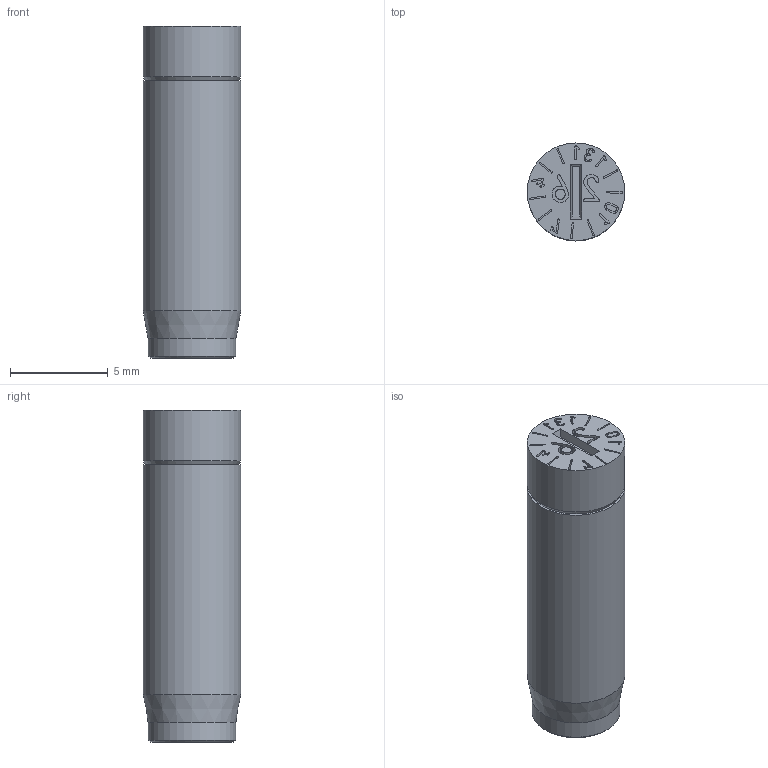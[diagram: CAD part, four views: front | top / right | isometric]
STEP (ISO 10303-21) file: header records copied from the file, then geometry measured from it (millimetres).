
FILE_DESCRIPTION(/* description */ (''),/* implementation_level */ '2;1');
FILE_NAME(/* name */ 'Dati-3000_W$5$1-13$Jahr.stp',/* time_stamp */ '2025-08-28T15:49:07+02:00',/* author */ ('olafg'),/* organization */ (''),/* preprocessor_version */ 'ST-DEVELOPER v20',/* originating_system */ 'Autodesk Inventor 2024',/* authorisation */ '');
FILE_SCHEMA (('AUTOMOTIVE_DESIGN { 1 0 10303 214 3 1 1 }'));
Length unit declared in the file: millimetre
Products named in the file (3): Zusammenbau W 3005 1-13; 1005-01-00 Hülse; 3005-05-00 T Stelleinsatz 12-21
Assembly tree (2 placements, depth 2):
  Zusammenbau W 3005 1-13
    1005-01-00 Hülse
    3005-05-00 T Stelleinsatz 12-21
Bounding box: 5 x 5 x 17 mm (x, y, z)
Volume: 283.6 mm3; surface area: 498.3 mm2
Topology: 2 solids, 2 shells, 241 faces, 644 edges, 428 vertices
Faces by surface type: bspline 138, plane 90, cone 7, cylinder 6
Full cylindrical faces by diameter (mm): 1.6 x1, 2 x1, 3 x1, 4.5 x1, 5 x2
Entity records: 8784 total; most frequent: CARTESIAN_POINT 3580, ORIENTED_EDGE 1288, EDGE_CURVE 644, DIRECTION 606, VERTEX_POINT 428, LINE 346, VECTOR 346, B_SPLINE_CURVE_WITH_KNOTS 276
